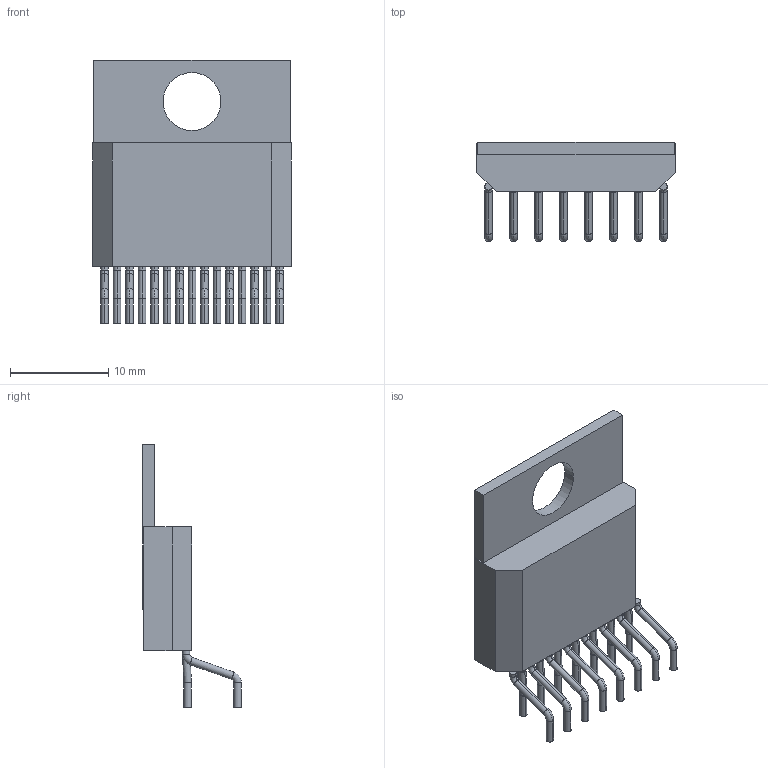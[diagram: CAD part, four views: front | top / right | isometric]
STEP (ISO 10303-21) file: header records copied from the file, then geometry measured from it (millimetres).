
FILE_DESCRIPTION(('STEP AP214'),'1');
FILE_NAME('Multiwatt15_V_STM','2021-04-02T01:25:36',(''),(''),'','','');
FILE_SCHEMA(('AUTOMOTIVE_DESIGN'));
Length unit declared in the file: millimetre
Products named in the file (1): product
Bounding box: 20.19 x 10.05 x 26.8 mm (x, y, z)
Volume: 1439.1 mm3; surface area: 1726.6 mm2
Topology: 17 solids, 17 shells, 202 faces, 382 edges, 214 vertices
Faces by surface type: cylinder 92, torus 60, plane 50
Entity records: 5008 total; most frequent: DIRECTION 1032, ORIENTED_EDGE 764, CARTESIAN_POINT 539, AXIS2_PLACEMENT_3D 447, EDGE_CURVE 382, CIRCLE 244, VERTEX_POINT 214, EDGE_LOOP 204
